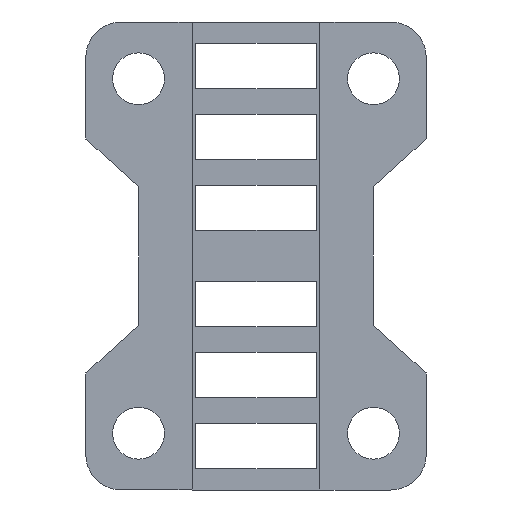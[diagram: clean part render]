
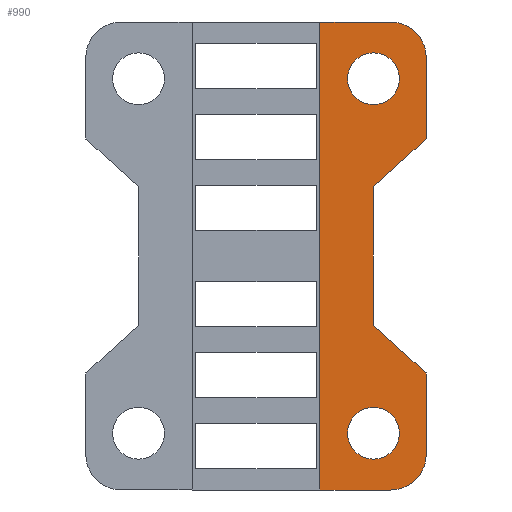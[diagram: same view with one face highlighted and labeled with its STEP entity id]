
A CAD part, left-side view. The second image highlights one B-rep face of the part: STEP entity #990.
In plain terms, the highlighted planar face has unit normal (-1, 0, 0).
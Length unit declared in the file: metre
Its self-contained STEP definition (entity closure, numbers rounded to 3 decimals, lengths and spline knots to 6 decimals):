
#20=LINE('',#1383,#144);
#21=LINE('',#1386,#145);
#22=LINE('',#1388,#146);
#23=LINE('',#1392,#147);
#24=LINE('',#1394,#148);
#25=LINE('',#1396,#149);
#26=LINE('',#1398,#150);
#27=LINE('',#1400,#151);
#144=VECTOR('',#1127,1.);
#145=VECTOR('',#1128,1.);
#146=VECTOR('',#1129,1.);
#147=VECTOR('',#1132,1.);
#148=VECTOR('',#1133,1.);
#149=VECTOR('',#1134,1.);
#150=VECTOR('',#1135,1.);
#151=VECTOR('',#1136,1.);
#268=ORIENTED_EDGE('',*,*,#548,.T.);
#269=ORIENTED_EDGE('',*,*,#549,.T.);
#270=ORIENTED_EDGE('',*,*,#550,.T.);
#271=ORIENTED_EDGE('',*,*,#551,.T.);
#272=ORIENTED_EDGE('',*,*,#552,.F.);
#273=ORIENTED_EDGE('',*,*,#553,.F.);
#274=ORIENTED_EDGE('',*,*,#554,.F.);
#275=ORIENTED_EDGE('',*,*,#555,.T.);
#276=ORIENTED_EDGE('',*,*,#556,.T.);
#277=ORIENTED_EDGE('',*,*,#557,.T.);
#278=ORIENTED_EDGE('',*,*,#558,.F.);
#279=ORIENTED_EDGE('',*,*,#559,.F.);
#548=EDGE_CURVE('',#688,#688,#784,.T.);
#549=EDGE_CURVE('',#689,#689,#785,.T.);
#550=EDGE_CURVE('',#690,#691,#20,.T.);
#551=EDGE_CURVE('',#691,#692,#21,.T.);
#552=EDGE_CURVE('',#693,#692,#22,.T.);
#553=EDGE_CURVE('',#694,#693,#786,.T.);
#554=EDGE_CURVE('',#695,#694,#23,.T.);
#555=EDGE_CURVE('',#695,#696,#24,.T.);
#556=EDGE_CURVE('',#696,#697,#25,.T.);
#557=EDGE_CURVE('',#697,#698,#26,.T.);
#558=EDGE_CURVE('',#699,#698,#27,.T.);
#559=EDGE_CURVE('',#690,#699,#787,.T.);
#688=VERTEX_POINT('',#1380);
#689=VERTEX_POINT('',#1382);
#690=VERTEX_POINT('',#1384);
#691=VERTEX_POINT('',#1385);
#692=VERTEX_POINT('',#1387);
#693=VERTEX_POINT('',#1389);
#694=VERTEX_POINT('',#1391);
#695=VERTEX_POINT('',#1393);
#696=VERTEX_POINT('',#1395);
#697=VERTEX_POINT('',#1397);
#698=VERTEX_POINT('',#1399);
#699=VERTEX_POINT('',#1401);
#784=CIRCLE('',#1054,0.001825);
#785=CIRCLE('',#1055,0.001825);
#786=CIRCLE('',#1056,0.0025);
#787=CIRCLE('',#1057,0.0025);
#800=EDGE_LOOP('',(#268));
#801=EDGE_LOOP('',(#269));
#802=EDGE_LOOP('',(#270,#271,#272,#273,#274,#275,#276,#277,#278,#279));
#874=FACE_BOUND('',#800,.T.);
#875=FACE_BOUND('',#801,.T.);
#876=FACE_BOUND('',#802,.T.);
#948=PLANE('',#1053);
#990=ADVANCED_FACE('',(#874,#875,#876),#948,.F.);
#1053=AXIS2_PLACEMENT_3D('',#1378,#1121,#1122);
#1054=AXIS2_PLACEMENT_3D('',#1379,#1123,#1124);
#1055=AXIS2_PLACEMENT_3D('',#1381,#1125,#1126);
#1056=AXIS2_PLACEMENT_3D('',#1390,#1130,#1131);
#1057=AXIS2_PLACEMENT_3D('',#1402,#1137,#1138);
#1121=DIRECTION('',(1.,0.,0.));
#1122=DIRECTION('',(0.,1.,0.));
#1123=DIRECTION('',(1.,0.,0.));
#1124=DIRECTION('',(0.,0.,-1.));
#1125=DIRECTION('',(1.,0.,0.));
#1126=DIRECTION('',(0.,0.,-1.));
#1127=DIRECTION('',(0.,1.,0.));
#1128=DIRECTION('',(0.,0.,-1.));
#1129=DIRECTION('',(0.,1.,0.));
#1130=DIRECTION('',(1.,0.,0.));
#1131=DIRECTION('',(0.,0.,-1.));
#1132=DIRECTION('',(0.,0.,-1.));
#1133=DIRECTION('',(0.,0.742,0.671));
#1134=DIRECTION('',(0.,0.,1.));
#1135=DIRECTION('',(0.,-0.742,0.671));
#1136=DIRECTION('',(0.,0.,-1.));
#1137=DIRECTION('',(1.,0.,0.));
#1138=DIRECTION('',(0.,0.,-1.));
#1378=CARTESIAN_POINT('',(0.,-0.093809,0.035658));
#1379=CARTESIAN_POINT('',(0.,-0.087635,0.019543));
#1380=CARTESIAN_POINT('',(0.,-0.087635,0.017718));
#1381=CARTESIAN_POINT('',(0.,-0.087635,0.044543));
#1382=CARTESIAN_POINT('',(0.,-0.087635,0.042718));
#1383=CARTESIAN_POINT('',(0.,-0.079353,0.048543));
#1384=CARTESIAN_POINT('',(0.,-0.088853,0.048543));
#1385=CARTESIAN_POINT('',(0.,-0.083853,0.048543));
#1386=CARTESIAN_POINT('',(0.,-0.083853,0.032043));
#1387=CARTESIAN_POINT('',(0.,-0.083853,0.015543));
#1388=CARTESIAN_POINT('',(0.,-0.079353,0.015543));
#1389=CARTESIAN_POINT('',(0.,-0.088853,0.015543));
#1390=CARTESIAN_POINT('',(0.,-0.088853,0.018043));
#1391=CARTESIAN_POINT('',(0.,-0.091353,0.018043));
#1392=CARTESIAN_POINT('',(0.,-0.091353,0.020918));
#1393=CARTESIAN_POINT('',(0.,-0.091353,0.023793));
#1394=CARTESIAN_POINT('',(0.,-0.089494,0.025473));
#1395=CARTESIAN_POINT('',(0.,-0.087635,0.027154));
#1396=CARTESIAN_POINT('',(0.,-0.087635,0.032043));
#1397=CARTESIAN_POINT('',(0.,-0.087635,0.036933));
#1398=CARTESIAN_POINT('',(0.,-0.089494,0.038613));
#1399=CARTESIAN_POINT('',(0.,-0.091353,0.040293));
#1400=CARTESIAN_POINT('',(0.,-0.091353,0.043168));
#1401=CARTESIAN_POINT('',(0.,-0.091353,0.046043));
#1402=CARTESIAN_POINT('',(0.,-0.088853,0.046043));
